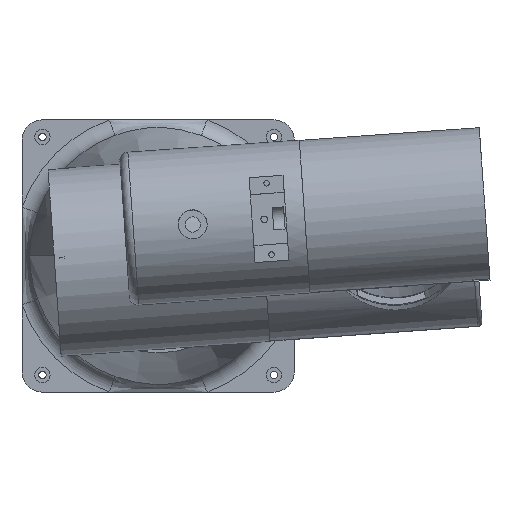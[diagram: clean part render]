
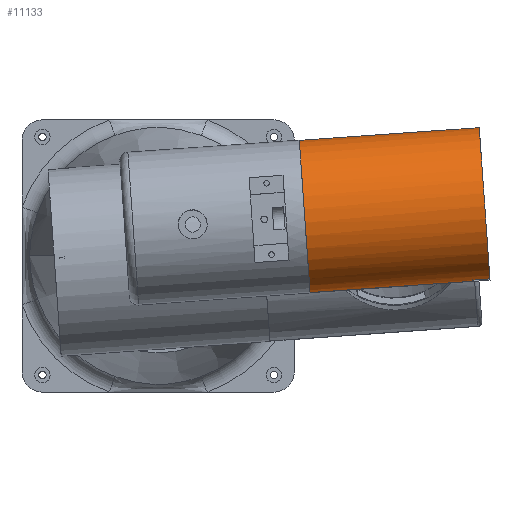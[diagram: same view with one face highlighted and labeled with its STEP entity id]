
A CAD part, top view. The second image highlights one B-rep face of the part: STEP entity #11133.
In plain terms, the highlighted cylindrical face has radius 45 mm (diameter 90 mm), a partial arc.
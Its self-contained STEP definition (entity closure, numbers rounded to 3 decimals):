
#954 = DIRECTION ( 'NONE',  ( 0., 0., 1. ) ) ;
#1400 = VERTEX_POINT ( 'NONE', #6465 ) ;
#1613 = ORIENTED_EDGE ( 'NONE', *, *, #4308, .F. ) ;
#1839 = VERTEX_POINT ( 'NONE', #16077 ) ;
#2388 = LINE ( 'NONE', #4178, #5670 ) ;
#3253 = DIRECTION ( 'NONE',  ( 0., 0., 1. ) ) ;
#3384 = ORIENTED_EDGE ( 'NONE', *, *, #7042, .F. ) ;
#3401 = CIRCLE ( 'NONE', #15320, 45. ) ;
#3415 = CARTESIAN_POINT ( 'NONE',  ( -45., 0., 6. ) ) ;
#3572 = AXIS2_PLACEMENT_3D ( 'NONE', #10761, #9403, #9218 ) ;
#3646 = LINE ( 'NONE', #13254, #16670 ) ;
#4178 = CARTESIAN_POINT ( 'NONE',  ( 45., 0., 112. ) ) ;
#4215 = CYLINDRICAL_SURFACE ( 'NONE', #3572, 45. ) ;
#4238 = EDGE_CURVE ( 'NONE', #1400, #9106, #3646, .T. ) ;
#4307 = VECTOR ( 'NONE', #3253, 1000. ) ;
#4308 = EDGE_CURVE ( 'NONE', #1400, #9801, #7408, .T. ) ;
#5297 = CARTESIAN_POINT ( 'NONE',  ( -45., 0., 58. ) ) ;
#5492 = AXIS2_PLACEMENT_3D ( 'NONE', #7697, #17548, #13142 ) ;
#5637 = LINE ( 'NONE', #17380, #4307 ) ;
#5670 = VECTOR ( 'NONE', #14003, 1000. ) ;
#5826 = ORIENTED_EDGE ( 'NONE', *, *, #6852, .F. ) ;
#6000 = ORIENTED_EDGE ( 'NONE', *, *, #17650, .F. ) ;
#6450 = DIRECTION ( 'NONE',  ( 0., 0., -1. ) ) ;
#6465 = CARTESIAN_POINT ( 'NONE',  ( -45., 0., 112. ) ) ;
#6532 = ORIENTED_EDGE ( 'NONE', *, *, #10797, .T. ) ;
#6852 = EDGE_CURVE ( 'NONE', #14113, #11248, #15643, .T. ) ;
#7042 = EDGE_CURVE ( 'NONE', #8790, #1839, #16719, .T. ) ;
#7086 = CARTESIAN_POINT ( 'NONE',  ( 45., 0., 102. ) ) ;
#7408 = CIRCLE ( 'NONE', #5492, 45. ) ;
#7568 = EDGE_CURVE ( 'NONE', #1839, #14113, #2388, .T. ) ;
#7697 = CARTESIAN_POINT ( 'NONE',  ( 0., 0., 112. ) ) ;
#8651 = EDGE_LOOP ( 'NONE', ( #3384, #6000, #11114, #1613, #15075, #6532, #5826, #10483 ) ) ;
#8790 = VERTEX_POINT ( 'NONE', #7086 ) ;
#8851 = DIRECTION ( 'NONE',  ( 0., 0., -1. ) ) ;
#8982 = CARTESIAN_POINT ( 'NONE',  ( 45., 0., 112. ) ) ;
#9106 = VERTEX_POINT ( 'NONE', #5297 ) ;
#9218 = DIRECTION ( 'NONE',  ( -1., 0., 0. ) ) ;
#9403 = DIRECTION ( 'NONE',  ( 0., 0., -1. ) ) ;
#9489 = AXIS2_PLACEMENT_3D ( 'NONE', #12174, #6450, #14983 ) ;
#9586 = CARTESIAN_POINT ( 'NONE',  ( 0., 0., 102. ) ) ;
#9801 = VERTEX_POINT ( 'NONE', #17451 ) ;
#10000 = VECTOR ( 'NONE', #11383, 1000. ) ;
#10224 = FACE_OUTER_BOUND ( 'NONE', #8651, .T. ) ;
#10483 = ORIENTED_EDGE ( 'NONE', *, *, #7568, .F. ) ;
#10761 = CARTESIAN_POINT ( 'NONE',  ( 0., 0., 112. ) ) ;
#10797 = EDGE_CURVE ( 'NONE', #9106, #11248, #13305, .T. ) ;
#11114 = ORIENTED_EDGE ( 'NONE', *, *, #16739, .T. ) ;
#11133 = ADVANCED_FACE ( 'NONE', ( #10224 ), #4215, .T. ) ;
#11248 = VERTEX_POINT ( 'NONE', #3415 ) ;
#11271 = CARTESIAN_POINT ( 'NONE',  ( 44.822, -4., 102. ) ) ;
#11383 = DIRECTION ( 'NONE',  ( 0., 0., -1. ) ) ;
#11575 = CARTESIAN_POINT ( 'NONE',  ( -45., 0., 112. ) ) ;
#12174 = CARTESIAN_POINT ( 'NONE',  ( 0., 0., 6. ) ) ;
#13142 = DIRECTION ( 'NONE',  ( 1., 0., 0. ) ) ;
#13254 = CARTESIAN_POINT ( 'NONE',  ( -45., 0., 112. ) ) ;
#13305 = LINE ( 'NONE', #11575, #10000 ) ;
#13829 = DIRECTION ( 'NONE',  ( 1., 0., 0. ) ) ;
#14003 = DIRECTION ( 'NONE',  ( 0., 0., -1. ) ) ;
#14113 = VERTEX_POINT ( 'NONE', #18155 ) ;
#14553 = DIRECTION ( 'NONE',  ( 0., 0., -1. ) ) ;
#14983 = DIRECTION ( 'NONE',  ( -1., 0., 0. ) ) ;
#15075 = ORIENTED_EDGE ( 'NONE', *, *, #4238, .T. ) ;
#15320 = AXIS2_PLACEMENT_3D ( 'NONE', #9586, #954, #13829 ) ;
#15475 = VERTEX_POINT ( 'NONE', #11271 ) ;
#15643 = CIRCLE ( 'NONE', #9489, 45. ) ;
#16077 = CARTESIAN_POINT ( 'NONE',  ( 45., 0., 58. ) ) ;
#16670 = VECTOR ( 'NONE', #14553, 1000. ) ;
#16719 = LINE ( 'NONE', #8982, #18036 ) ;
#16739 = EDGE_CURVE ( 'NONE', #15475, #9801, #5637, .T. ) ;
#17380 = CARTESIAN_POINT ( 'NONE',  ( 44.822, -4., 112. ) ) ;
#17451 = CARTESIAN_POINT ( 'NONE',  ( 44.822, -4., 112. ) ) ;
#17548 = DIRECTION ( 'NONE',  ( 0., 0., 1. ) ) ;
#17650 = EDGE_CURVE ( 'NONE', #15475, #8790, #3401, .T. ) ;
#18036 = VECTOR ( 'NONE', #8851, 1000. ) ;
#18155 = CARTESIAN_POINT ( 'NONE',  ( 45., 0., 6. ) ) ;
